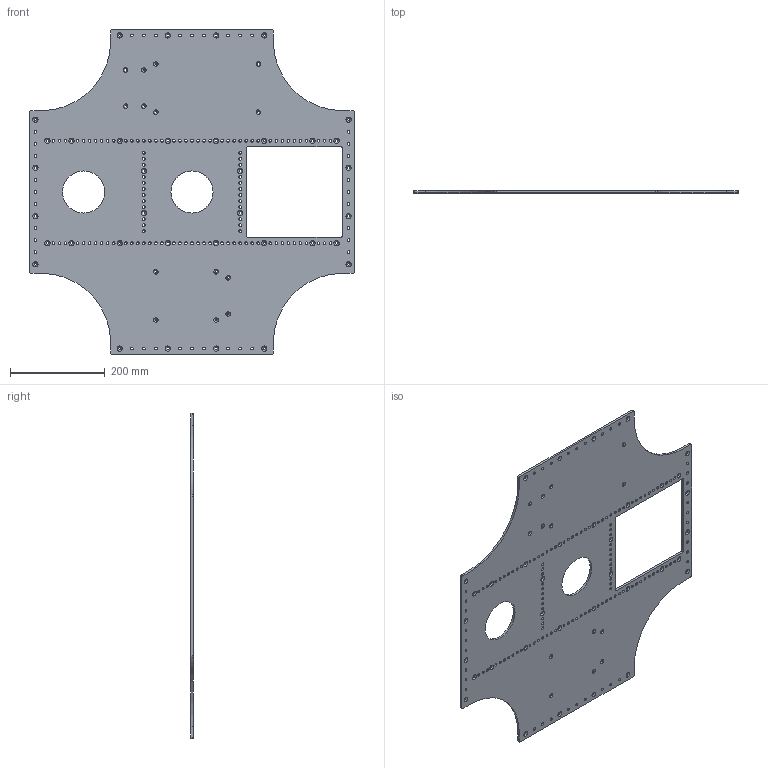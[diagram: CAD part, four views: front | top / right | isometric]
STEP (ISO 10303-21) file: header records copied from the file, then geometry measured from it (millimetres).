
FILE_DESCRIPTION(/* description */ (''),/* implementation_level */ '2;1');
FILE_NAME(/* name */ '27in_2_125 belly pan.stp',/* time_stamp */ '2023-11-20T22:41:24-06:00',/* author */ ('adamarnold'),/* organization */ (''),/* preprocessor_version */ 'ST-DEVELOPER v19',/* originating_system */ 'Autodesk Inventor 2023',/* authorisation */ '');
FILE_SCHEMA (('AUTOMOTIVE_DESIGN { 1 0 10303 214 3 1 1 }'));
Length unit declared in the file: inch
Products named in the file (1): 27in_2_125 belly pan
Bounding box: 685.8 x 4.78 x 685.8 mm (x, y, z)
Volume: 1500829.2 mm3; surface area: 663931.7 mm2
Topology: 1 solids, 1 shells, 278 faces, 778 edges, 502 vertices
Faces by surface type: cylinder 210, cone 50, plane 18
Full cylindrical faces by diameter (mm): 4.978 x14, 5.613 x178, 88.9 x2
Entity records: 10002 total; most frequent: DIRECTION 1806, CARTESIAN_POINT 1559, ORIENTED_EDGE 1556, EDGE_CURVE 778, AXIS2_PLACEMENT_3D 749, EDGE_LOOP 668, VERTEX_POINT 502, CIRCLE 470
